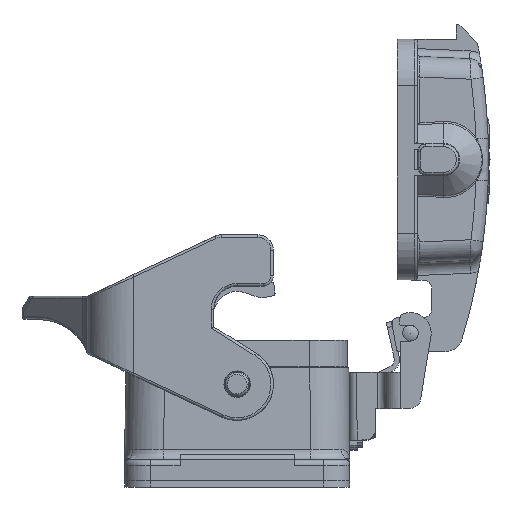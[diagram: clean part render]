
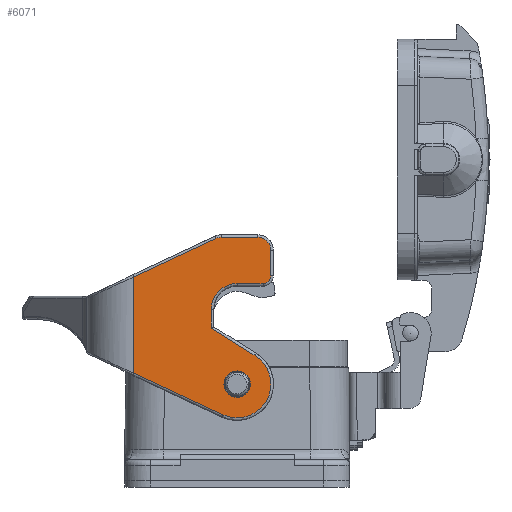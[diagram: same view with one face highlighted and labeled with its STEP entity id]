
A CAD part, left-side view. The second image highlights one B-rep face of the part: STEP entity #6071.
In plain terms, the highlighted planar face has unit normal (-1, 0, 0).
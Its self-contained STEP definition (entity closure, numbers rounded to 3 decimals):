
#6071=ADVANCED_FACE('',(#6768,#6769),#6579,.T.);
#6579=PLANE('',#25742);
#6768=FACE_BOUND('',#7756,.T.);
#6769=FACE_BOUND('',#7757,.T.);
#7756=EDGE_LOOP('',(#12446));
#7757=EDGE_LOOP('',(#12447,#12448,#12449,#12450,#12451,#12452,#12453,#12454,
#12455,#12456,#12457,#12458,#12459));
#12446=ORIENTED_EDGE('',*,*,#16986,.T.);
#12447=ORIENTED_EDGE('',*,*,#16987,.T.);
#12448=ORIENTED_EDGE('',*,*,#16988,.T.);
#12449=ORIENTED_EDGE('',*,*,#16989,.T.);
#12450=ORIENTED_EDGE('',*,*,#16990,.T.);
#12451=ORIENTED_EDGE('',*,*,#16991,.T.);
#12452=ORIENTED_EDGE('',*,*,#16992,.T.);
#12453=ORIENTED_EDGE('',*,*,#16993,.T.);
#12454=ORIENTED_EDGE('',*,*,#16994,.T.);
#12455=ORIENTED_EDGE('',*,*,#16995,.T.);
#12456=ORIENTED_EDGE('',*,*,#16996,.T.);
#12457=ORIENTED_EDGE('',*,*,#16985,.T.);
#12458=ORIENTED_EDGE('',*,*,#16969,.T.);
#12459=ORIENTED_EDGE('',*,*,#16997,.T.);
#14511=VERTEX_POINT('',#42618);
#14513=VERTEX_POINT('',#42622);
#14525=VERTEX_POINT('',#42687);
#14526=VERTEX_POINT('',#42691);
#14527=VERTEX_POINT('',#42693);
#14528=VERTEX_POINT('',#42694);
#14529=VERTEX_POINT('',#42696);
#14530=VERTEX_POINT('',#42698);
#14531=VERTEX_POINT('',#42700);
#14532=VERTEX_POINT('',#42702);
#14533=VERTEX_POINT('',#42704);
#14534=VERTEX_POINT('',#42706);
#14535=VERTEX_POINT('',#42708);
#14536=VERTEX_POINT('',#42710);
#16969=EDGE_CURVE('',#14511,#14513,#18479,.T.);
#16985=EDGE_CURVE('',#14525,#14511,#21085,.T.);
#16986=EDGE_CURVE('',#14526,#14526,#18482,.T.);
#16987=EDGE_CURVE('',#14527,#14528,#21086,.T.);
#16988=EDGE_CURVE('',#14528,#14529,#18483,.T.);
#16989=EDGE_CURVE('',#14529,#14530,#21087,.T.);
#16990=EDGE_CURVE('',#14530,#14531,#18484,.T.);
#16991=EDGE_CURVE('',#14531,#14532,#21088,.T.);
#16992=EDGE_CURVE('',#14532,#14533,#18485,.T.);
#16993=EDGE_CURVE('',#14533,#14534,#21089,.T.);
#16994=EDGE_CURVE('',#14534,#14535,#18486,.T.);
#16995=EDGE_CURVE('',#14535,#14536,#21090,.T.);
#16996=EDGE_CURVE('',#14536,#14525,#21091,.T.);
#16997=EDGE_CURVE('',#14513,#14527,#21092,.T.);
#18479=CIRCLE('',#25730,6.5);
#18482=CIRCLE('',#25737,2.55);
#18483=CIRCLE('',#25738,5.);
#18484=CIRCLE('',#25739,1.5);
#18485=CIRCLE('',#25740,2.5);
#18486=CIRCLE('',#25741,2.5);
#21085=LINE('',#42688,#22564);
#21086=LINE('',#42692,#22565);
#21087=LINE('',#42697,#22566);
#21088=LINE('',#42701,#22567);
#21089=LINE('',#42705,#22568);
#21090=LINE('',#42709,#22569);
#21091=LINE('',#42711,#22570);
#21092=LINE('',#42712,#22571);
#22564=VECTOR('',#30112,1.);
#22565=VECTOR('',#30117,1.);
#22566=VECTOR('',#30120,1.);
#22567=VECTOR('',#30123,1.);
#22568=VECTOR('',#30126,1.);
#22569=VECTOR('',#30129,1.);
#22570=VECTOR('',#30130,1.);
#22571=VECTOR('',#30131,1.);
#25730=AXIS2_PLACEMENT_3D('',#42623,#30088,#30089);
#25737=AXIS2_PLACEMENT_3D('',#42690,#30115,#30116);
#25738=AXIS2_PLACEMENT_3D('',#42695,#30118,#30119);
#25739=AXIS2_PLACEMENT_3D('',#42699,#30121,#30122);
#25740=AXIS2_PLACEMENT_3D('',#42703,#30124,#30125);
#25741=AXIS2_PLACEMENT_3D('',#42707,#30127,#30128);
#25742=AXIS2_PLACEMENT_3D('',#42713,#30132,#30133);
#30088=DIRECTION('',(-1.,0.,0.));
#30089=DIRECTION('',(0.,0.423,-0.906));
#30112=DIRECTION('',(0.,-0.906,-0.423));
#30115=DIRECTION('',(1.,0.,0.));
#30116=DIRECTION('',(0.,-1.,0.));
#30117=DIRECTION('',(0.,0.,1.));
#30118=DIRECTION('',(1.,0.,0.));
#30119=DIRECTION('',(0.,1.,0.));
#30120=DIRECTION('',(0.,-1.,0.));
#30121=DIRECTION('',(-1.,0.,0.));
#30122=DIRECTION('',(0.,0.,-1.));
#30123=DIRECTION('',(0.,0.,1.));
#30124=DIRECTION('',(-1.,0.,0.));
#30125=DIRECTION('',(0.,-1.,0.));
#30126=DIRECTION('',(0.,1.,0.));
#30127=DIRECTION('',(-1.,0.,0.));
#30128=DIRECTION('',(0.,0.,1.));
#30129=DIRECTION('',(0.,0.906,-0.423));
#30130=DIRECTION('',(0.,0.,-1.));
#30131=DIRECTION('',(0.,0.848,0.53));
#30132=DIRECTION('',(-1.,0.,0.));
#30133=DIRECTION('',(0.,0.,1.));
#42618=CARTESIAN_POINT('',(-67.7,2.747,-3.341));
#42622=CARTESIAN_POINT('',(-67.7,-3.444,8.062));
#42623=CARTESIAN_POINT('',(-67.7,0.,2.55));
#42687=CARTESIAN_POINT('',(-67.7,20.,4.704));
#42688=CARTESIAN_POINT('',(-67.7,20.,4.704));
#42690=CARTESIAN_POINT('',(-67.7,0.,2.55));
#42691=CARTESIAN_POINT('',(-67.7,-2.55,2.55));
#42692=CARTESIAN_POINT('',(-67.7,5.,13.339));
#42693=CARTESIAN_POINT('',(-67.7,5.,13.339));
#42694=CARTESIAN_POINT('',(-67.7,5.,16.95));
#42695=CARTESIAN_POINT('',(-67.7,0.,16.95));
#42696=CARTESIAN_POINT('',(-67.7,0.,21.95));
#42697=CARTESIAN_POINT('',(-67.7,0.,21.95));
#42698=CARTESIAN_POINT('',(-67.7,-5.,21.95));
#42699=CARTESIAN_POINT('',(-67.7,-5.,23.45));
#42700=CARTESIAN_POINT('',(-67.7,-6.5,23.45));
#42701=CARTESIAN_POINT('',(-67.7,-6.5,23.45));
#42702=CARTESIAN_POINT('',(-67.7,-6.5,28.35));
#42703=CARTESIAN_POINT('',(-67.7,-4.,28.35));
#42704=CARTESIAN_POINT('',(-67.7,-4.,30.85));
#42705=CARTESIAN_POINT('',(-67.7,-4.,30.85));
#42706=CARTESIAN_POINT('',(-67.7,3.03,30.85));
#42707=CARTESIAN_POINT('',(-67.7,3.03,28.35));
#42708=CARTESIAN_POINT('',(-67.7,4.086,30.616));
#42709=CARTESIAN_POINT('',(-67.7,4.086,30.616));
#42710=CARTESIAN_POINT('',(-67.7,20.,23.195));
#42711=CARTESIAN_POINT('',(-67.7,20.,23.195));
#42712=CARTESIAN_POINT('',(-67.7,-3.444,8.062));
#42713=CARTESIAN_POINT('',(-67.7,-7.9,-5.345));
